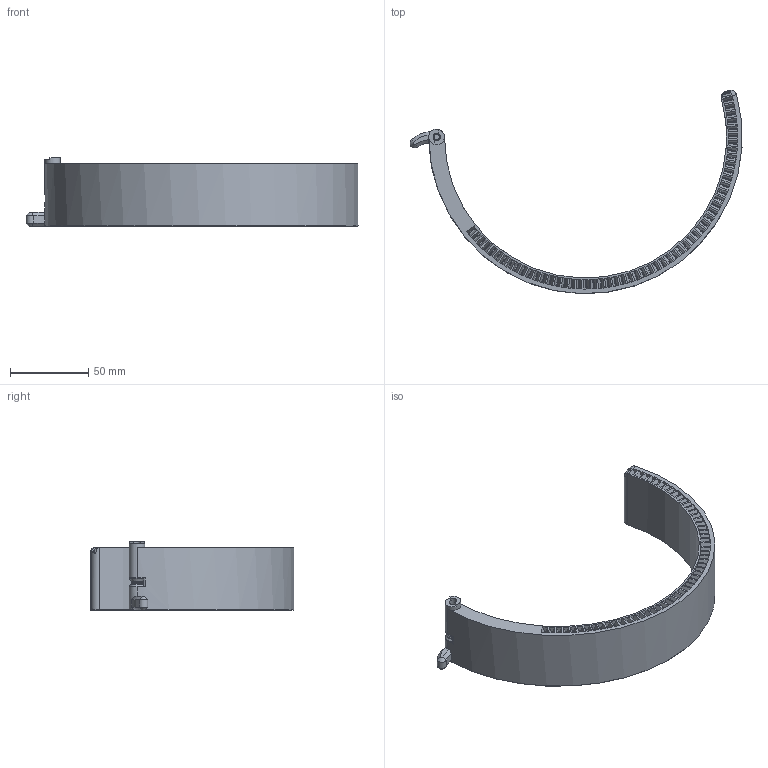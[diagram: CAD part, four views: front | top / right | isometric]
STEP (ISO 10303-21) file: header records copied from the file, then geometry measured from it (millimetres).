
FILE_DESCRIPTION(('FreeCAD Model'),'2;1');
FILE_NAME('Open CASCADE Shape Model','2025-06-18T17:42:16',(''),(''), 'Open CASCADE STEP processor 7.8','FreeCAD','Unknown');
FILE_SCHEMA(('AUTOMOTIVE_DESIGN { 1 0 10303 214 1 1 1 1 }'));
Length unit declared in the file: millimetre
Products named in the file (1): 2-rotor-unibody
Bounding box: 211.79 x 129.83 x 44 mm (x, y, z)
Volume: 129965.9 mm3; surface area: 37515.6 mm2
Topology: 1 solids, 3 shells, 462 faces, 1188 edges, 789 vertices
Faces by surface type: plane 193, cone 136, bspline 117, cylinder 16
Full cylindrical faces by diameter (mm): 3.4 x2, 4.6 x2, 10 x1
Entity records: 14246 total; most frequent: CARTESIAN_POINT 3712, ORIENTED_EDGE 2376, DIRECTION 1827, EDGE_CURVE 1188, VERTEX_POINT 789, AXIS2_PLACEMENT_3D 661, FACE_BOUND 523, EDGE_LOOP 523
